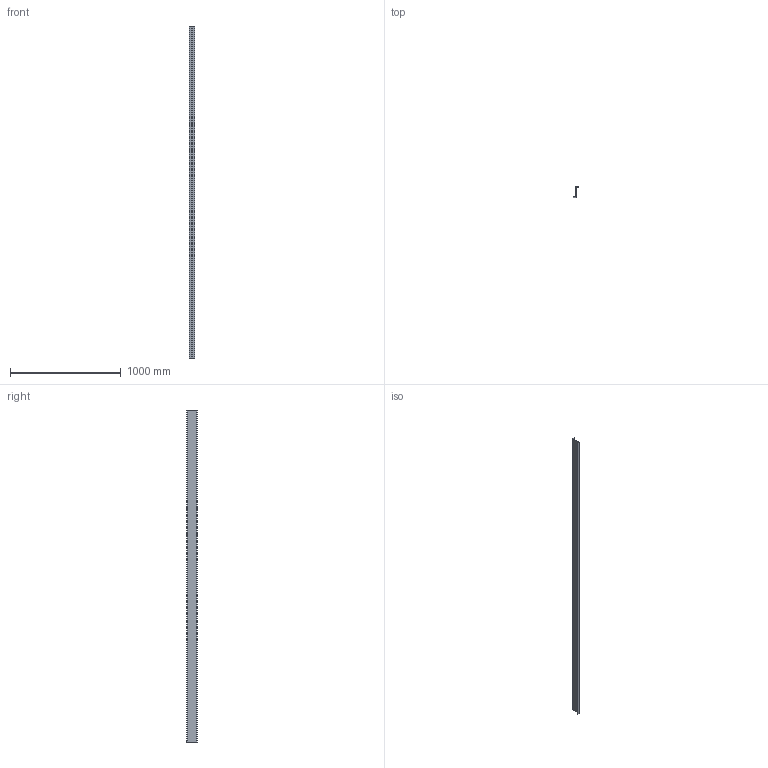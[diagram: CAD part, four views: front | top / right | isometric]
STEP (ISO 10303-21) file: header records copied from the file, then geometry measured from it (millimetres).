
FILE_DESCRIPTION(/* description */ (''),/* implementation_level */ '2;1');
FILE_NAME(/* name */ '6062391',/* time_stamp */ '2015-07-03T09:19:13+02:00',/* author */ (''),/* organization */ (''),/* preprocessor_version */ 'ST-DEVELOPER v15',/* originating_system */ '',/* authorisation */ '');
FILE_SCHEMA (('CONFIG_CONTROL_DESIGN'));
Length unit declared in the file: millimetre
Products named in the file (1): Document
Bounding box: 52 x 95 x 3000 mm (x, y, z)
Volume: 859699.1 mm3; surface area: 872272.2 mm2
Topology: 1 solids, 1 shells, 22 faces, 44 edges, 24 vertices
Faces by surface type: plane 18, bspline 4
Entity records: 616 total; most frequent: CARTESIAN_POINT 212, ORIENTED_EDGE 88, EDGE_CURVE 44, B_SPLINE_CURVE_WITH_KNOTS 36, VERTEX_POINT 24, ADVANCED_FACE 22, FACE_OUTER_BOUND 22, EDGE_LOOP 22
